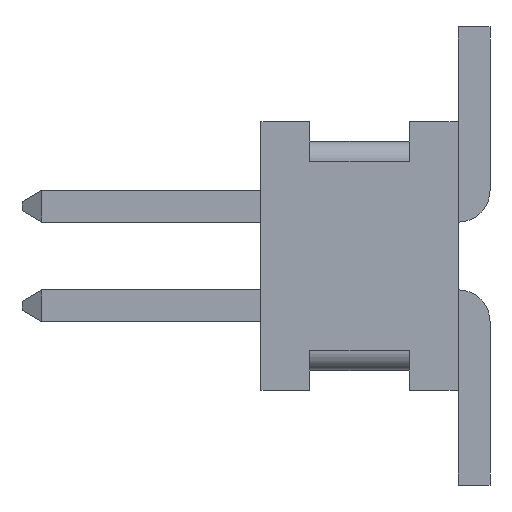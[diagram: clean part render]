
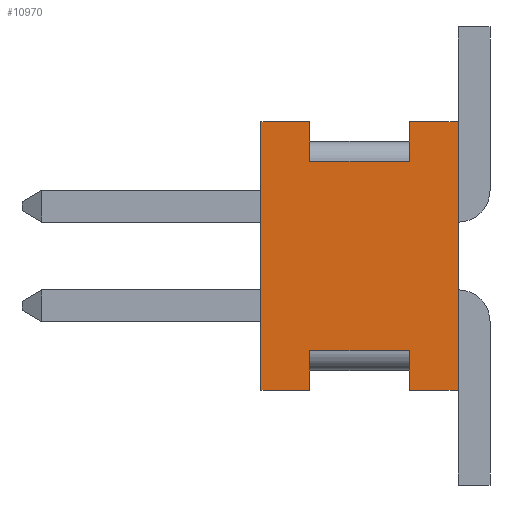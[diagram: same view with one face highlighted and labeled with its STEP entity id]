
A CAD part, left-side view. The second image highlights one B-rep face of the part: STEP entity #10970.
In plain terms, the highlighted planar face has unit normal (-1, 0, 0).
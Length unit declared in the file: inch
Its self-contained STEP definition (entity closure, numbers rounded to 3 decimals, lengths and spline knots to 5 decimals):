
#96 = EDGE_LOOP ( 'NONE', ( #11459, #3251, #10024, #10913, #5869, #5132, #6605, #8358, #3053, #6661, #3355, #5860 ) ) ;
#112 = VERTEX_POINT ( 'NONE', #2293 ) ;
#119 = CARTESIAN_POINT ( 'NONE',  ( -0.125, 0., -0.0675 ) ) ;
#239 = VERTEX_POINT ( 'NONE', #9921 ) ;
#255 = DIRECTION ( 'NONE',  ( 0., 1., 0. ) ) ;
#332 = VECTOR ( 'NONE', #3803, 39.37008 ) ;
#475 = FACE_OUTER_BOUND ( 'NONE', #96, .T. ) ;
#697 = EDGE_CURVE ( 'NONE', #10556, #2881, #1212, .T. ) ;
#998 = EDGE_CURVE ( 'NONE', #239, #5323, #2603, .T. ) ;
#1116 = CARTESIAN_POINT ( 'NONE',  ( -0.125, 0.099, 0.0675 ) ) ;
#1159 = DIRECTION ( 'NONE',  ( 0., 0., 1. ) ) ;
#1212 = LINE ( 'NONE', #5014, #7776 ) ;
#1428 = EDGE_CURVE ( 'NONE', #6323, #11426, #8743, .T. ) ;
#1623 = VECTOR ( 'NONE', #1779, 39.37008 ) ;
#1667 = EDGE_CURVE ( 'NONE', #1807, #6323, #8314, .T. ) ;
#1779 = DIRECTION ( 'NONE',  ( 0., 0., -1. ) ) ;
#1807 = VERTEX_POINT ( 'NONE', #9642 ) ;
#1827 = CARTESIAN_POINT ( 'NONE',  ( -0.125, 0.0245, 0.0675 ) ) ;
#1893 = CARTESIAN_POINT ( 'NONE',  ( -0.125, 0.099, 0.0675 ) ) ;
#1931 = CARTESIAN_POINT ( 'NONE',  ( -0.125, 0.0245, -0.0475 ) ) ;
#2113 = CARTESIAN_POINT ( 'NONE',  ( -0.125, 0.099, 0.0475 ) ) ;
#2293 = CARTESIAN_POINT ( 'NONE',  ( -0.125, 0.0245, 0.0675 ) ) ;
#2597 = DIRECTION ( 'NONE',  ( 0., 0., 1. ) ) ;
#2603 = LINE ( 'NONE', #9305, #332 ) ;
#2679 = CARTESIAN_POINT ( 'NONE',  ( -0.125, 0.0245, -0.0675 ) ) ;
#2731 = DIRECTION ( 'NONE',  ( 0., 0., -1. ) ) ;
#2743 = CARTESIAN_POINT ( 'NONE',  ( -0.125, 0.099, 0.0675 ) ) ;
#2761 = VECTOR ( 'NONE', #11096, 39.37008 ) ;
#2860 = CARTESIAN_POINT ( 'NONE',  ( -0.125, 0., 0.0675 ) ) ;
#2881 = VERTEX_POINT ( 'NONE', #3925 ) ;
#2918 = VECTOR ( 'NONE', #3850, 39.37008 ) ;
#3053 = ORIENTED_EDGE ( 'NONE', *, *, #1667, .T. ) ;
#3251 = ORIENTED_EDGE ( 'NONE', *, *, #3365, .T. ) ;
#3336 = LINE ( 'NONE', #9181, #2761 ) ;
#3355 = ORIENTED_EDGE ( 'NONE', *, *, #8677, .F. ) ;
#3365 = EDGE_CURVE ( 'NONE', #11850, #7506, #3702, .T. ) ;
#3702 = LINE ( 'NONE', #4591, #8131 ) ;
#3803 = DIRECTION ( 'NONE',  ( 0., 0., 1. ) ) ;
#3850 = DIRECTION ( 'NONE',  ( 0., -1., 0. ) ) ;
#3925 = CARTESIAN_POINT ( 'NONE',  ( -0.125, 0.0745, -0.0475 ) ) ;
#3984 = AXIS2_PLACEMENT_3D ( 'NONE', #1893, #7402, #4647 ) ;
#4001 = CARTESIAN_POINT ( 'NONE',  ( -0.125, 0.099, -0.0675 ) ) ;
#4032 = LINE ( 'NONE', #2679, #1623 ) ;
#4591 = CARTESIAN_POINT ( 'NONE',  ( -0.125, 0.0745, 0.0675 ) ) ;
#4600 = VECTOR ( 'NONE', #2597, 39.37008 ) ;
#4647 = DIRECTION ( 'NONE',  ( 0., 0., -1. ) ) ;
#4832 = DIRECTION ( 'NONE',  ( 0., -1., 0. ) ) ;
#5014 = CARTESIAN_POINT ( 'NONE',  ( -0.125, 0.0745, -0.0675 ) ) ;
#5132 = ORIENTED_EDGE ( 'NONE', *, *, #697, .T. ) ;
#5174 = EDGE_CURVE ( 'NONE', #112, #9274, #11718, .T. ) ;
#5179 = EDGE_CURVE ( 'NONE', #5323, #7506, #9238, .T. ) ;
#5323 = VERTEX_POINT ( 'NONE', #7612 ) ;
#5376 = VECTOR ( 'NONE', #7345, 39.37008 ) ;
#5716 = CARTESIAN_POINT ( 'NONE',  ( -0.125, 0.099, -0.0675 ) ) ;
#5750 = EDGE_CURVE ( 'NONE', #2881, #5767, #3336, .T. ) ;
#5767 = VERTEX_POINT ( 'NONE', #1931 ) ;
#5860 = ORIENTED_EDGE ( 'NONE', *, *, #5174, .T. ) ;
#5868 = CARTESIAN_POINT ( 'NONE',  ( -0.125, 0.0745, 0.0475 ) ) ;
#5869 = ORIENTED_EDGE ( 'NONE', *, *, #7060, .T. ) ;
#6010 = DIRECTION ( 'NONE',  ( 0., 0., 1. ) ) ;
#6243 = CARTESIAN_POINT ( 'NONE',  ( -0.125, 0., 0.0675 ) ) ;
#6279 = VECTOR ( 'NONE', #6732, 39.37008 ) ;
#6323 = VERTEX_POINT ( 'NONE', #119 ) ;
#6605 = ORIENTED_EDGE ( 'NONE', *, *, #5750, .T. ) ;
#6661 = ORIENTED_EDGE ( 'NONE', *, *, #1428, .T. ) ;
#6732 = DIRECTION ( 'NONE',  ( 0., -1., 0. ) ) ;
#6938 = VECTOR ( 'NONE', #2731, 39.37008 ) ;
#7028 = VECTOR ( 'NONE', #255, 39.37008 ) ;
#7060 = EDGE_CURVE ( 'NONE', #239, #10556, #9918, .T. ) ;
#7345 = DIRECTION ( 'NONE',  ( 0., -1., 0. ) ) ;
#7402 = DIRECTION ( 'NONE',  ( 1., 0., 0. ) ) ;
#7506 = VERTEX_POINT ( 'NONE', #11151 ) ;
#7612 = CARTESIAN_POINT ( 'NONE',  ( -0.125, 0.099, 0.0675 ) ) ;
#7776 = VECTOR ( 'NONE', #6010, 39.37008 ) ;
#8013 = CARTESIAN_POINT ( 'NONE',  ( -0.125, 0.0245, 0.0475 ) ) ;
#8131 = VECTOR ( 'NONE', #1159, 39.37008 ) ;
#8314 = LINE ( 'NONE', #5716, #11502 ) ;
#8322 = PLANE ( 'NONE',  #3984 ) ;
#8358 = ORIENTED_EDGE ( 'NONE', *, *, #10861, .T. ) ;
#8677 = EDGE_CURVE ( 'NONE', #112, #11426, #8961, .T. ) ;
#8743 = LINE ( 'NONE', #6243, #4600 ) ;
#8961 = LINE ( 'NONE', #2743, #5376 ) ;
#9154 = CARTESIAN_POINT ( 'NONE',  ( -0.125, 0.0745, -0.0675 ) ) ;
#9181 = CARTESIAN_POINT ( 'NONE',  ( -0.125, 0.099, -0.0475 ) ) ;
#9238 = LINE ( 'NONE', #1116, #2918 ) ;
#9274 = VERTEX_POINT ( 'NONE', #8013 ) ;
#9305 = CARTESIAN_POINT ( 'NONE',  ( -0.125, 0.099, 0.0675 ) ) ;
#9642 = CARTESIAN_POINT ( 'NONE',  ( -0.125, 0.0245, -0.0675 ) ) ;
#9918 = LINE ( 'NONE', #4001, #6279 ) ;
#9921 = CARTESIAN_POINT ( 'NONE',  ( -0.125, 0.099, -0.0675 ) ) ;
#10024 = ORIENTED_EDGE ( 'NONE', *, *, #5179, .F. ) ;
#10192 = EDGE_CURVE ( 'NONE', #9274, #11850, #10232, .T. ) ;
#10232 = LINE ( 'NONE', #2113, #7028 ) ;
#10556 = VERTEX_POINT ( 'NONE', #9154 ) ;
#10861 = EDGE_CURVE ( 'NONE', #5767, #1807, #4032, .T. ) ;
#10913 = ORIENTED_EDGE ( 'NONE', *, *, #998, .F. ) ;
#10970 = ADVANCED_FACE ( 'NONE', ( #475 ), #8322, .F. ) ;
#11096 = DIRECTION ( 'NONE',  ( 0., -1., 0. ) ) ;
#11151 = CARTESIAN_POINT ( 'NONE',  ( -0.125, 0.0745, 0.0675 ) ) ;
#11426 = VERTEX_POINT ( 'NONE', #2860 ) ;
#11459 = ORIENTED_EDGE ( 'NONE', *, *, #10192, .T. ) ;
#11502 = VECTOR ( 'NONE', #4832, 39.37008 ) ;
#11718 = LINE ( 'NONE', #1827, #6938 ) ;
#11850 = VERTEX_POINT ( 'NONE', #5868 ) ;
